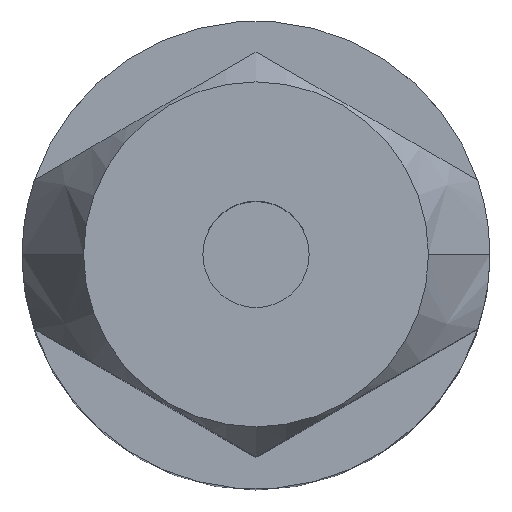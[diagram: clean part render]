
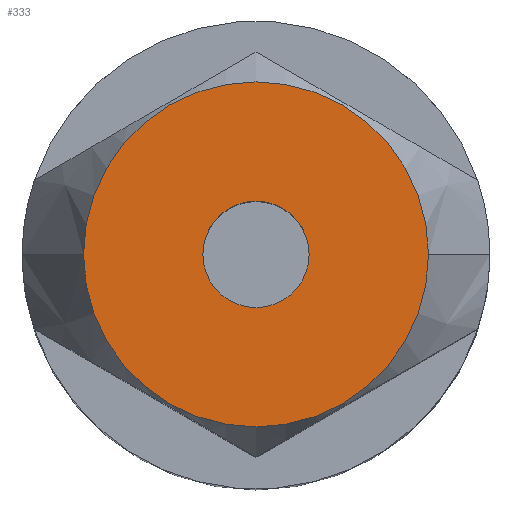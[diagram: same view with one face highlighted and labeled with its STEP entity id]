
A CAD part, top view. The second image highlights one B-rep face of the part: STEP entity #333.
In plain terms, the highlighted planar face has unit normal (0, 0, 1).
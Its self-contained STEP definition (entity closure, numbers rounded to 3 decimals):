
#28 = CARTESIAN_POINT ( 'NONE',  ( 2.5, 0., 49. ) ) ;
#41 = AXIS2_PLACEMENT_3D ( 'NONE', #392, #548, #324 ) ;
#47 = FACE_BOUND ( 'NONE', #81, .T. ) ;
#68 = VERTEX_POINT ( 'NONE', #192 ) ;
#81 = EDGE_LOOP ( 'NONE', ( #130, #707 ) ) ;
#104 = CARTESIAN_POINT ( 'NONE',  ( 0., 0., 49. ) ) ;
#125 = ORIENTED_EDGE ( 'NONE', *, *, #168, .T. ) ;
#130 = ORIENTED_EDGE ( 'NONE', *, *, #673, .F. ) ;
#148 = AXIS2_PLACEMENT_3D ( 'NONE', #499, #382, #558 ) ;
#161 = AXIS2_PLACEMENT_3D ( 'NONE', #449, #390, #677 ) ;
#168 = EDGE_CURVE ( 'NONE', #525, #68, #715, .T. ) ;
#176 = VERTEX_POINT ( 'NONE', #651 ) ;
#192 = CARTESIAN_POINT ( 'NONE',  ( -8.113, 0., 49. ) ) ;
#200 = EDGE_LOOP ( 'NONE', ( #289, #125 ) ) ;
#208 = DIRECTION ( 'NONE',  ( 0., 0., 1. ) ) ;
#242 = CIRCLE ( 'NONE', #41, 8.113 ) ;
#250 = CARTESIAN_POINT ( 'NONE',  ( 8.113, 0., 49. ) ) ;
#289 = ORIENTED_EDGE ( 'NONE', *, *, #720, .T. ) ;
#324 = DIRECTION ( 'NONE',  ( 1., 0., 0. ) ) ;
#333 = ADVANCED_FACE ( 'NONE', ( #47, #713 ), #453, .F. ) ;
#372 = VERTEX_POINT ( 'NONE', #28 ) ;
#382 = DIRECTION ( 'NONE',  ( 0., 0., 1. ) ) ;
#390 = DIRECTION ( 'NONE',  ( 0., 0., -1. ) ) ;
#392 = CARTESIAN_POINT ( 'NONE',  ( 0., 0., 49. ) ) ;
#424 = DIRECTION ( 'NONE',  ( 1., 0., 0. ) ) ;
#440 = DIRECTION ( 'NONE',  ( 0., 0., 1. ) ) ;
#449 = CARTESIAN_POINT ( 'NONE',  ( 8.113, 0., 49. ) ) ;
#453 = PLANE ( 'NONE',  #161 ) ;
#461 = CIRCLE ( 'NONE', #148, 2.5 ) ;
#499 = CARTESIAN_POINT ( 'NONE',  ( 0., 0., 49. ) ) ;
#506 = AXIS2_PLACEMENT_3D ( 'NONE', #537, #440, #424 ) ;
#507 = CIRCLE ( 'NONE', #521, 2.5 ) ;
#521 = AXIS2_PLACEMENT_3D ( 'NONE', #104, #208, #710 ) ;
#525 = VERTEX_POINT ( 'NONE', #250 ) ;
#537 = CARTESIAN_POINT ( 'NONE',  ( 0., 0., 49. ) ) ;
#548 = DIRECTION ( 'NONE',  ( 0., 0., 1. ) ) ;
#558 = DIRECTION ( 'NONE',  ( 1., 0., 0. ) ) ;
#651 = CARTESIAN_POINT ( 'NONE',  ( -2.5, 0., 49. ) ) ;
#673 = EDGE_CURVE ( 'NONE', #372, #176, #461, .T. ) ;
#677 = DIRECTION ( 'NONE',  ( -1., 0., 0. ) ) ;
#693 = EDGE_CURVE ( 'NONE', #176, #372, #507, .T. ) ;
#707 = ORIENTED_EDGE ( 'NONE', *, *, #693, .F. ) ;
#710 = DIRECTION ( 'NONE',  ( 1., 0., 0. ) ) ;
#713 = FACE_OUTER_BOUND ( 'NONE', #200, .T. ) ;
#715 = CIRCLE ( 'NONE', #506, 8.113 ) ;
#720 = EDGE_CURVE ( 'NONE', #68, #525, #242, .T. ) ;
